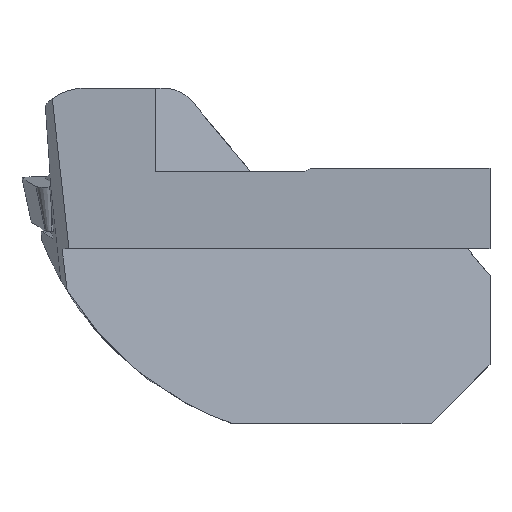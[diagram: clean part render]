
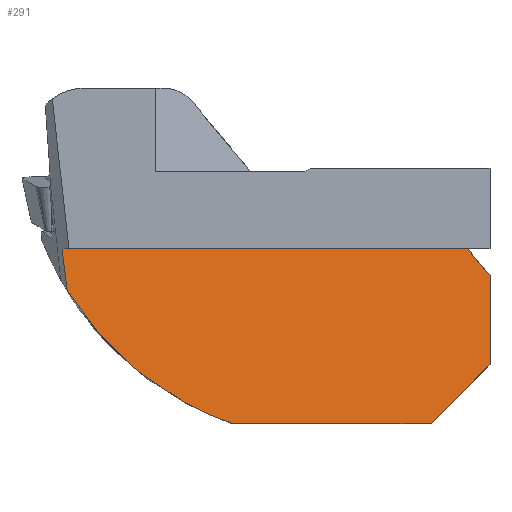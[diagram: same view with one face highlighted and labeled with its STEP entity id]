
A CAD part, top view. The second image highlights one B-rep face of the part: STEP entity #291.
In plain terms, the highlighted planar face has unit normal (0, 0.139, 0.99).
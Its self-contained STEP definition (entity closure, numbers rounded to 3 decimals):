
#233=B_SPLINE_CURVE_WITH_KNOTS('',3,(#2673,#2674,#2675,#2676),
 .UNSPECIFIED.,.F.,.F.,(4,4),(0.,1.),.UNSPECIFIED.);
#291=ADVANCED_FACE('',(#451),#386,.F.);
#386=PLANE('',#1899);
#451=FACE_OUTER_BOUND('',#528,.T.);
#528=EDGE_LOOP('',(#748,#749,#750,#751,#752,#753,#754));
#748=ORIENTED_EDGE('',*,*,#1353,.F.);
#749=ORIENTED_EDGE('',*,*,#1338,.T.);
#750=ORIENTED_EDGE('',*,*,#1344,.T.);
#751=ORIENTED_EDGE('',*,*,#1354,.F.);
#752=ORIENTED_EDGE('',*,*,#1355,.F.);
#753=ORIENTED_EDGE('',*,*,#1356,.T.);
#754=ORIENTED_EDGE('',*,*,#1357,.T.);
#1162=VERTEX_POINT('',#2672);
#1163=VERTEX_POINT('',#2677);
#1165=VERTEX_POINT('',#2689);
#1172=VERTEX_POINT('',#2740);
#1173=VERTEX_POINT('',#2742);
#1174=VERTEX_POINT('',#2744);
#1175=VERTEX_POINT('',#2746);
#1338=EDGE_CURVE('',#1163,#1162,#233,.T.);
#1344=EDGE_CURVE('',#1162,#1165,#1554,.T.);
#1353=EDGE_CURVE('',#1163,#1172,#1559,.T.);
#1354=EDGE_CURVE('',#1173,#1165,#1560,.T.);
#1355=EDGE_CURVE('',#1174,#1173,#1561,.T.);
#1356=EDGE_CURVE('',#1174,#1175,#1562,.T.);
#1357=EDGE_CURVE('',#1175,#1172,#1563,.T.);
#1554=LINE('',#2690,#1705);
#1559=LINE('',#2739,#1710);
#1560=LINE('',#2741,#1711);
#1561=LINE('',#2743,#1712);
#1562=LINE('',#2745,#1713);
#1563=LINE('',#2747,#1714);
#1705=VECTOR('',#2145,1.);
#1710=VECTOR('',#2154,1.);
#1711=VECTOR('',#2155,1.);
#1712=VECTOR('',#2156,1.);
#1713=VECTOR('',#2157,1.);
#1714=VECTOR('',#2158,1.);
#1899=AXIS2_PLACEMENT_3D('',#2748,#2159,#2160);
#2145=DIRECTION('',(1.,0.,0.));
#2154=DIRECTION('',(-0.118,0.983,-0.138));
#2155=DIRECTION('',(-0.704,-0.704,0.099));
#2156=DIRECTION('',(0.,-0.99,0.139));
#2157=DIRECTION('',(-0.639,0.762,-0.107));
#2158=DIRECTION('',(-1.,0.,0.));
#2159=DIRECTION('',(0.,-0.139,-0.99));
#2160=DIRECTION('',(0.,0.99,-0.139));
#2672=CARTESIAN_POINT('',(-5.704,-14.3,1.377));
#2673=CARTESIAN_POINT('',(-14.959,-6.838,0.329));
#2674=CARTESIAN_POINT('',(-12.829,-10.303,0.816));
#2675=CARTESIAN_POINT('',(-9.567,-12.947,1.187));
#2676=CARTESIAN_POINT('',(-5.704,-14.3,1.377));
#2677=CARTESIAN_POINT('',(-14.959,-6.838,0.329));
#2689=CARTESIAN_POINT('',(5.45,-14.3,1.377));
#2690=CARTESIAN_POINT('',(-3.245,-14.3,1.377));
#2739=CARTESIAN_POINT('',(-15.072,-5.893,0.196));
#2740=CARTESIAN_POINT('',(-15.24,-4.5,0.));
#2741=CARTESIAN_POINT('',(6.093,-13.657,1.287));
#2742=CARTESIAN_POINT('',(8.75,-11.,0.914));
#2743=CARTESIAN_POINT('',(8.75,-4.5,0.));
#2744=CARTESIAN_POINT('',(8.75,-6.,0.211));
#2745=CARTESIAN_POINT('',(3.106,0.726,-0.734));
#2746=CARTESIAN_POINT('',(7.491,-4.5,0.));
#2747=CARTESIAN_POINT('',(-21.45,-4.5,0.));
#2748=CARTESIAN_POINT('',(-3.245,-4.5,0.));
